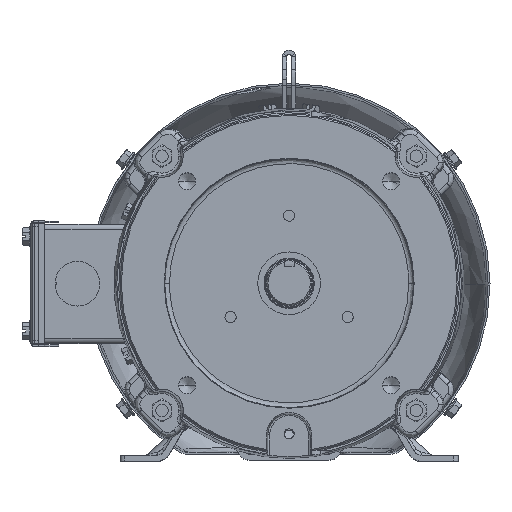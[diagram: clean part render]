
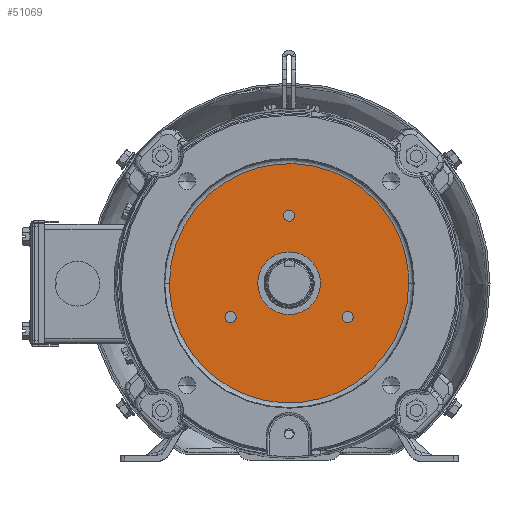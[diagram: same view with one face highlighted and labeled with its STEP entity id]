
A CAD part, top view. The second image highlights one B-rep face of the part: STEP entity #51069.
In plain terms, the highlighted face is planar.
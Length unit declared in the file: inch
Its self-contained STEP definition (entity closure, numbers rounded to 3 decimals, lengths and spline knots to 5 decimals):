
#1486 = AXIS2_PLACEMENT_3D ( 'NONE', #9876, #133556, #43541 ) ;
#2012 = CARTESIAN_POINT ( 'NONE',  ( 1.47224, -0.85, -11.1973 ) ) ;
#2230 = CARTESIAN_POINT ( 'NONE',  ( -3.00698, 0., -11.1973 ) ) ;
#3398 = ORIENTED_EDGE ( 'NONE', *, *, #15664, .F. ) ;
#3874 = AXIS2_PLACEMENT_3D ( 'NONE', #145077, #101497, #79056 ) ;
#3921 = DIRECTION ( 'NONE',  ( 0., 0., -1. ) ) ;
#4149 = CARTESIAN_POINT ( 'NONE',  ( 3.00698, 6.01397, -11.1973 ) ) ;
#6766 = VERTEX_POINT ( 'NONE', #114639 ) ;
#7628 = CARTESIAN_POINT ( 'NONE',  ( 0., -0.7875, -11.1973 ) ) ;
#9020 = VERTEX_POINT ( 'NONE', #74966 ) ;
#9838 = FACE_BOUND ( 'NONE', #55871, .T. ) ;
#9876 = CARTESIAN_POINT ( 'NONE',  ( 0., 1.7, -11.1973 ) ) ;
#10375 = ORIENTED_EDGE ( 'NONE', *, *, #116410, .F. ) ;
#12622 = CIRCLE ( 'NONE', #3874, 0.7875 ) ;
#13485 = CARTESIAN_POINT ( 'NONE',  ( 1.47224, -0.99063, -11.1973 ) ) ;
#15664 = EDGE_CURVE ( 'NONE', #6766, #95924, #112989, .T. ) ;
#15885 = DIRECTION ( 'NONE',  ( 0., 1., 0. ) ) ;
#20359 = AXIS2_PLACEMENT_3D ( 'NONE', #47014, #125334, #124852 ) ;
#20527 = CIRCLE ( 'NONE', #1486, 0.14062 ) ;
#21289 = AXIS2_PLACEMENT_3D ( 'NONE', #26146, #106266, #15885 ) ;
#21544 = ORIENTED_EDGE ( 'NONE', *, *, #75885, .F. ) ;
#24337 = EDGE_CURVE ( 'NONE', #9020, #135331, #12622, .T. ) ;
#24421 = DIRECTION ( 'NONE',  ( 0., 1., 0. ) ) ;
#25676 = DIRECTION ( 'NONE',  ( 0., 1., 0. ) ) ;
#26146 = CARTESIAN_POINT ( 'NONE',  ( 0., 0., -11.1973 ) ) ;
#33934 = FACE_BOUND ( 'NONE', #95790, .T. ) ;
#36113 = DIRECTION ( 'NONE',  ( 0., 1., 0. ) ) ;
#39498 = AXIS2_PLACEMENT_3D ( 'NONE', #45884, #90855, #24421 ) ;
#41605 = CARTESIAN_POINT ( 'NONE',  ( 0., 1.7, -11.1973 ) ) ;
#43541 = DIRECTION ( 'NONE',  ( 0., 1., 0. ) ) ;
#44505 = EDGE_CURVE ( 'NONE', #95924, #6766, #137207, .T. ) ;
#45884 = CARTESIAN_POINT ( 'NONE',  ( -1.47224, -0.85, -11.1973 ) ) ;
#47014 = CARTESIAN_POINT ( 'NONE',  ( 0., 0., -11.1973 ) ) ;
#47216 = VERTEX_POINT ( 'NONE', #121503 ) ;
#47691 = ORIENTED_EDGE ( 'NONE', *, *, #136924, .F. ) ;
#48557 = EDGE_LOOP ( 'NONE', ( #47691, #113036 ) ) ;
#51069 = ADVANCED_FACE ( 'NONE', ( #9838, #144220, #86597, #68858, #33934 ), #124371, .F. ) ;
#53309 = DIRECTION ( 'NONE',  ( 0., 0., -1. ) ) ;
#54029 = AXIS2_PLACEMENT_3D ( 'NONE', #41605, #131654, #142856 ) ;
#54715 = CARTESIAN_POINT ( 'NONE',  ( -3.00698, 0., -11.1973 ) ) ;
#55162 = ORIENTED_EDGE ( 'NONE', *, *, #24337, .F. ) ;
#55871 = EDGE_LOOP ( 'NONE', ( #55162, #71829 ) ) ;
#58922 = CARTESIAN_POINT ( 'NONE',  ( -1.47224, -0.85, -11.1973 ) ) ;
#62521 = CARTESIAN_POINT ( 'NONE',  ( 1.47224, -0.70938, -11.1973 ) ) ;
#63245 = ORIENTED_EDGE ( 'NONE', *, *, #129774, .F. ) ;
#65869 = CARTESIAN_POINT ( 'NONE',  ( -1.47224, -0.99062, -11.1973 ) ) ;
#67490 = CIRCLE ( 'NONE', #54029, 0.14062 ) ;
#68858 = FACE_BOUND ( 'NONE', #122851, .T. ) ;
#70119 = EDGE_CURVE ( 'NONE', #135331, #9020, #110816, .T. ) ;
#71829 = ORIENTED_EDGE ( 'NONE', *, *, #70119, .F. ) ;
#74859 = CARTESIAN_POINT ( 'NONE',  ( 1.47224, -0.85, -11.1973 ) ) ;
#74966 = CARTESIAN_POINT ( 'NONE',  ( 0., 0.7875, -11.1973 ) ) ;
#75015 = CIRCLE ( 'NONE', #89796, 0.14062 ) ;
#75885 = EDGE_CURVE ( 'NONE', #117295, #116812, #138271, .T. ) ;
#76977 = CARTESIAN_POINT ( 'NONE',  ( 3.00698, -6.01397, -11.1973 ) ) ;
#78097 = EDGE_CURVE ( 'NONE', #47216, #123984, #132213, .T. ) ;
#79056 = DIRECTION ( 'NONE',  ( 0., 1., 0. ) ) ;
#80394 = CARTESIAN_POINT ( 'NONE',  ( 3.00698, 0., -11.1973 ) ) ;
#86597 = FACE_BOUND ( 'NONE', #137021, .T. ) ;
#88666 = CARTESIAN_POINT ( 'NONE',  ( -3.00698, 0., -11.1973 ) ) ;
#89796 = AXIS2_PLACEMENT_3D ( 'NONE', #2012, #3921, #36113 ) ;
#90374 =( BOUNDED_CURVE ( )  B_SPLINE_CURVE ( 3, ( #88666, #122474, #76977, #144894 ),
 .UNSPECIFIED., .F., .F. ) 
 B_SPLINE_CURVE_WITH_KNOTS ( ( 4, 4 ),
 ( 0., 1. ),
 .UNSPECIFIED. ) 
 CURVE ( )  GEOMETRIC_REPRESENTATION_ITEM ( )  RATIONAL_B_SPLINE_CURVE ( ( 1., 0.333, 0.333, 1. ) ) 
 REPRESENTATION_ITEM ( '' )  );
#90855 = DIRECTION ( 'NONE',  ( 0., 0., -1. ) ) ;
#95790 = EDGE_LOOP ( 'NONE', ( #3398, #130683 ) ) ;
#95924 = VERTEX_POINT ( 'NONE', #65869 ) ;
#97308 = DIRECTION ( 'NONE',  ( 0., 1., 0. ) ) ;
#100147 = AXIS2_PLACEMENT_3D ( 'NONE', #58922, #104837, #25676 ) ;
#101497 = DIRECTION ( 'NONE',  ( 0., 0., -1. ) ) ;
#104837 = DIRECTION ( 'NONE',  ( 0., 0., -1. ) ) ;
#104854 = CARTESIAN_POINT ( 'NONE',  ( 0., 1.55938, -11.1973 ) ) ;
#106266 = DIRECTION ( 'NONE',  ( 0., 0., -1. ) ) ;
#110816 = CIRCLE ( 'NONE', #21289, 0.7875 ) ;
#112989 = CIRCLE ( 'NONE', #39498, 0.14062 ) ;
#113036 = ORIENTED_EDGE ( 'NONE', *, *, #78097, .F. ) ;
#114639 = CARTESIAN_POINT ( 'NONE',  ( -1.47224, -0.70937, -11.1973 ) ) ;
#115277 = EDGE_CURVE ( 'NONE', #119282, #117137, #20527, .T. ) ;
#116300 = AXIS2_PLACEMENT_3D ( 'NONE', #74859, #53309, #97308 ) ;
#116410 = EDGE_CURVE ( 'NONE', #117137, #119282, #67490, .T. ) ;
#116812 = VERTEX_POINT ( 'NONE', #62521 ) ;
#117137 = VERTEX_POINT ( 'NONE', #119705 ) ;
#117295 = VERTEX_POINT ( 'NONE', #13485 ) ;
#119282 = VERTEX_POINT ( 'NONE', #104854 ) ;
#119705 = CARTESIAN_POINT ( 'NONE',  ( 0., 1.84062, -11.1973 ) ) ;
#121503 = CARTESIAN_POINT ( 'NONE',  ( 3.00698, 0., -11.1973 ) ) ;
#122474 = CARTESIAN_POINT ( 'NONE',  ( -3.00698, -6.01397, -11.1973 ) ) ;
#122851 = EDGE_LOOP ( 'NONE', ( #63245, #21544 ) ) ;
#123984 = VERTEX_POINT ( 'NONE', #54715 ) ;
#124371 = PLANE ( 'NONE',  #20359 ) ;
#124852 = DIRECTION ( 'NONE',  ( 0., -1., 0. ) ) ;
#125334 = DIRECTION ( 'NONE',  ( 0., 0., 1. ) ) ;
#126395 = CARTESIAN_POINT ( 'NONE',  ( -3.00698, 6.01397, -11.1973 ) ) ;
#129774 = EDGE_CURVE ( 'NONE', #116812, #117295, #75015, .T. ) ;
#130553 = ORIENTED_EDGE ( 'NONE', *, *, #115277, .F. ) ;
#130683 = ORIENTED_EDGE ( 'NONE', *, *, #44505, .F. ) ;
#131654 = DIRECTION ( 'NONE',  ( 0., 0., -1. ) ) ;
#132213 =( BOUNDED_CURVE ( )  B_SPLINE_CURVE ( 3, ( #80394, #4149, #126395, #2230 ),
 .UNSPECIFIED., .F., .F. ) 
 B_SPLINE_CURVE_WITH_KNOTS ( ( 4, 4 ),
 ( 0., 1. ),
 .UNSPECIFIED. ) 
 CURVE ( )  GEOMETRIC_REPRESENTATION_ITEM ( )  RATIONAL_B_SPLINE_CURVE ( ( 1., 0.333, 0.333, 1. ) ) 
 REPRESENTATION_ITEM ( '' )  );
#133556 = DIRECTION ( 'NONE',  ( 0., 0., -1. ) ) ;
#135331 = VERTEX_POINT ( 'NONE', #7628 ) ;
#136924 = EDGE_CURVE ( 'NONE', #123984, #47216, #90374, .T. ) ;
#137021 = EDGE_LOOP ( 'NONE', ( #10375, #130553 ) ) ;
#137207 = CIRCLE ( 'NONE', #100147, 0.14062 ) ;
#138271 = CIRCLE ( 'NONE', #116300, 0.14062 ) ;
#142856 = DIRECTION ( 'NONE',  ( 0., 1., 0. ) ) ;
#144220 = FACE_OUTER_BOUND ( 'NONE', #48557, .T. ) ;
#144894 = CARTESIAN_POINT ( 'NONE',  ( 3.00698, 0., -11.1973 ) ) ;
#145077 = CARTESIAN_POINT ( 'NONE',  ( 0., 0., -11.1973 ) ) ;
